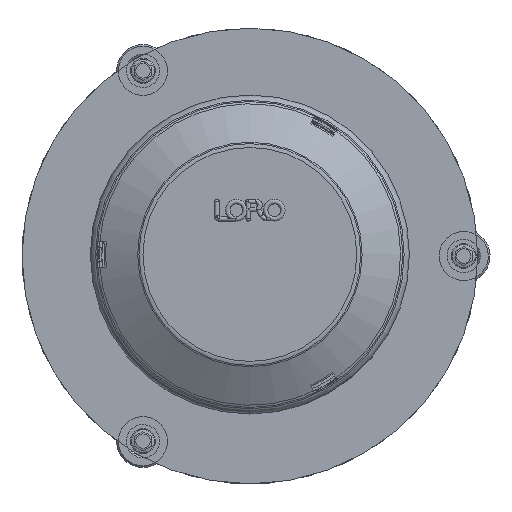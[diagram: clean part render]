
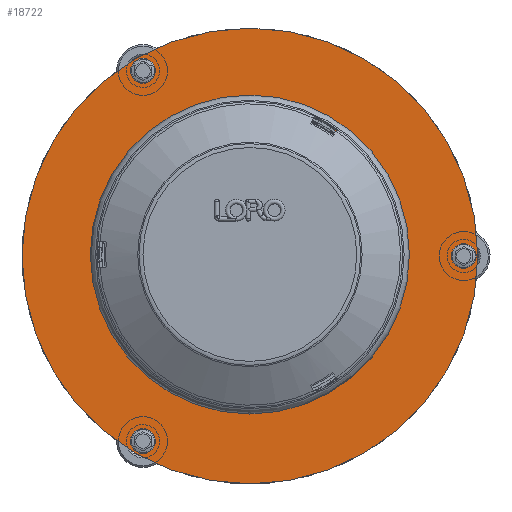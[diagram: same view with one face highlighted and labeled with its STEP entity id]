
A CAD part, top view. The second image highlights one B-rep face of the part: STEP entity #18722.
In plain terms, the highlighted planar face has unit normal (0, 0, 1).
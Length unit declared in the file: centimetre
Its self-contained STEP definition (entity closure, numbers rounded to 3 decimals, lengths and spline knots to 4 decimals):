
#175=FACE_BOUND('',#2398,.T.);
#176=FACE_BOUND('',#2399,.T.);
#177=FACE_BOUND('',#2400,.T.);
#178=FACE_BOUND('',#2401,.T.);
#544=PLANE('',#19803);
#1453=FACE_OUTER_BOUND('',#2397,.T.);
#2397=EDGE_LOOP('',(#13473));
#2398=EDGE_LOOP('',(#13474));
#2399=EDGE_LOOP('',(#13475));
#2400=EDGE_LOOP('',(#13476));
#2401=EDGE_LOOP('',(#13477));
#7169=CIRCLE('',#19788,4.);
#7171=CIRCLE('',#19791,4.);
#7173=CIRCLE('',#19794,4.);
#7176=CIRCLE('',#19798,84.5);
#7178=CIRCLE('',#19801,130.);
#8287=VERTEX_POINT('',#28125);
#8289=VERTEX_POINT('',#28131);
#8291=VERTEX_POINT('',#28137);
#8294=VERTEX_POINT('',#28145);
#8296=VERTEX_POINT('',#28151);
#10291=EDGE_CURVE('',#8287,#8287,#7169,.T.);
#10294=EDGE_CURVE('',#8289,#8289,#7171,.T.);
#10297=EDGE_CURVE('',#8291,#8291,#7173,.T.);
#10302=EDGE_CURVE('',#8294,#8294,#7176,.T.);
#10305=EDGE_CURVE('',#8296,#8296,#7178,.T.);
#13473=ORIENTED_EDGE('',*,*,#10305,.T.);
#13474=ORIENTED_EDGE('',*,*,#10302,.F.);
#13475=ORIENTED_EDGE('',*,*,#10291,.T.);
#13476=ORIENTED_EDGE('',*,*,#10294,.T.);
#13477=ORIENTED_EDGE('',*,*,#10297,.T.);
#18722=ADVANCED_FACE('',(#1453,#175,#176,#177,#178),#544,.T.);
#19788=AXIS2_PLACEMENT_3D('',#28126,#22179,#22180);
#19791=AXIS2_PLACEMENT_3D('',#28132,#22186,#22187);
#19794=AXIS2_PLACEMENT_3D('',#28138,#22193,#22194);
#19798=AXIS2_PLACEMENT_3D('',#28147,#22203,#22204);
#19801=AXIS2_PLACEMENT_3D('',#28153,#22210,#22211);
#19803=AXIS2_PLACEMENT_3D('',#28155,#22214,#22215);
#22179=DIRECTION('center_axis',(0.,0.,-1.));
#22180=DIRECTION('ref_axis',(-0.866,-0.5,0.));
#22186=DIRECTION('center_axis',(0.,0.,-1.));
#22187=DIRECTION('ref_axis',(0.5,-0.866,0.));
#22193=DIRECTION('center_axis',(0.,0.,-1.));
#22194=DIRECTION('ref_axis',(-0.5,0.866,0.));
#22203=DIRECTION('center_axis',(0.,0.,1.));
#22204=DIRECTION('ref_axis',(0.866,0.5,0.));
#22210=DIRECTION('center_axis',(0.,0.,1.));
#22211=DIRECTION('ref_axis',(0.866,0.5,0.));
#22214=DIRECTION('center_axis',(0.,0.,1.));
#22215=DIRECTION('ref_axis',(0.5,-0.866,0.));
#28125=CARTESIAN_POINT('',(125.4641,2.,25.5));
#28126=CARTESIAN_POINT('Origin',(122.,0.,25.5));
#28131=CARTESIAN_POINT('',(-63.,-102.191,25.5));
#28132=CARTESIAN_POINT('Origin',(-61.,-105.6551,25.5));
#28137=CARTESIAN_POINT('',(-59.,102.191,25.5));
#28138=CARTESIAN_POINT('Origin',(-61.,105.6551,25.5));
#28145=CARTESIAN_POINT('',(-73.1791,-42.25,25.5));
#28147=CARTESIAN_POINT('Origin',(0.,0.,
25.5));
#28151=CARTESIAN_POINT('',(-112.5833,-65.,25.5));
#28153=CARTESIAN_POINT('Origin',(0.,0.,
25.5));
#28155=CARTESIAN_POINT('Origin',(0.,0.,
25.5));
